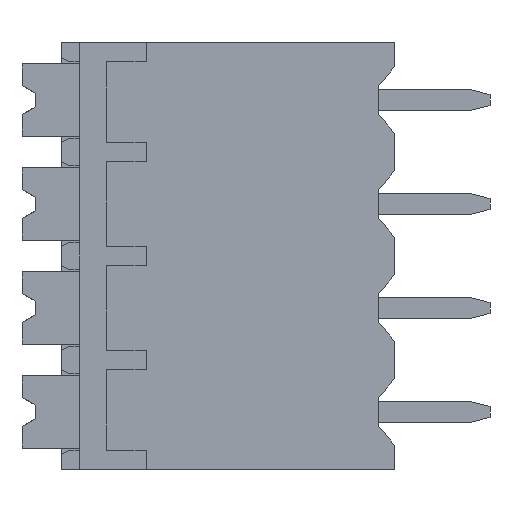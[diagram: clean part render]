
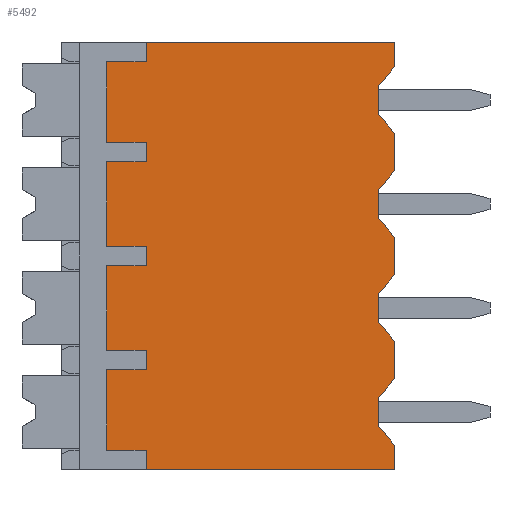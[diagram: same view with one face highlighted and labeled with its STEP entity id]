
A CAD part, left-side view. The second image highlights one B-rep face of the part: STEP entity #5492.
In plain terms, the highlighted planar face has unit normal (-1, 0, 0).
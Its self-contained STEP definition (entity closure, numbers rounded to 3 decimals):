
#50=DIRECTION('',(0.,-1.,0.));
#51=VECTOR('',#50,9.1);
#52=CARTESIAN_POINT('',(0.,9.1,-13.53));
#53=LINE('',#52,#51);
#354=DIRECTION('',(0.,0.,1.));
#355=VECTOR('',#354,0.71);
#356=CARTESIAN_POINT('',(0.,9.1,-9.88));
#357=LINE('',#356,#355);
#358=DIRECTION('',(0.,-1.,0.));
#359=VECTOR('',#358,1.45);
#360=CARTESIAN_POINT('',(0.,10.55,-9.17));
#361=LINE('',#360,#359);
#362=DIRECTION('',(0.,0.,1.));
#363=VECTOR('',#362,3.1);
#364=CARTESIAN_POINT('',(0.,10.55,-9.17));
#365=LINE('',#364,#363);
#366=DIRECTION('',(0.,1.,0.));
#367=VECTOR('',#366,1.45);
#368=CARTESIAN_POINT('',(0.,9.1,-6.07));
#369=LINE('',#368,#367);
#370=DIRECTION('',(0.,0.,1.));
#371=VECTOR('',#370,0.71);
#372=CARTESIAN_POINT('',(0.,9.1,-6.07));
#373=LINE('',#372,#371);
#374=DIRECTION('',(0.,-1.,0.));
#375=VECTOR('',#374,1.45);
#376=CARTESIAN_POINT('',(0.,10.55,-5.36));
#377=LINE('',#376,#375);
#378=DIRECTION('',(0.,0.,1.));
#379=VECTOR('',#378,3.1);
#380=CARTESIAN_POINT('',(0.,10.55,-5.36));
#381=LINE('',#380,#379);
#382=DIRECTION('',(0.,1.,0.));
#383=VECTOR('',#382,1.45);
#384=CARTESIAN_POINT('',(0.,9.1,-2.26));
#385=LINE('',#384,#383);
#386=DIRECTION('',(0.,0.,1.));
#387=VECTOR('',#386,0.71);
#388=CARTESIAN_POINT('',(0.,9.1,-2.26));
#389=LINE('',#388,#387);
#390=DIRECTION('',(0.,-1.,0.));
#391=VECTOR('',#390,1.45);
#392=CARTESIAN_POINT('',(0.,10.55,-1.55));
#393=LINE('',#392,#391);
#394=DIRECTION('',(0.,0.,1.));
#395=VECTOR('',#394,2.95);
#396=CARTESIAN_POINT('',(0.,10.55,-1.55));
#397=LINE('',#396,#395);
#398=DIRECTION('',(0.,1.,0.));
#399=VECTOR('',#398,1.45);
#400=CARTESIAN_POINT('',(0.,9.1,1.4));
#401=LINE('',#400,#399);
#402=DIRECTION('',(0.,0.,1.));
#403=VECTOR('',#402,0.7);
#404=CARTESIAN_POINT('',(0.,9.1,1.4));
#405=LINE('',#404,#403);
#406=DIRECTION('',(0.,-0.643,0.766));
#407=VECTOR('',#406,0.933);
#408=CARTESIAN_POINT('',(0.,0.6,0.5));
#409=LINE('',#408,#407);
#410=DIRECTION('',(0.,0.,1.));
#411=VECTOR('',#410,1.);
#412=CARTESIAN_POINT('',(0.,0.6,-0.5));
#413=LINE('',#412,#411);
#414=DIRECTION('',(0.,0.643,0.766));
#415=VECTOR('',#414,0.933);
#416=CARTESIAN_POINT('',(0.,0.,-1.215));
#417=LINE('',#416,#415);
#418=DIRECTION('',(0.,-0.643,0.766));
#419=VECTOR('',#418,0.933);
#420=CARTESIAN_POINT('',(0.,0.6,-3.31));
#421=LINE('',#420,#419);
#422=DIRECTION('',(0.,0.,1.));
#423=VECTOR('',#422,1.);
#424=CARTESIAN_POINT('',(0.,0.6,-4.31));
#425=LINE('',#424,#423);
#426=DIRECTION('',(0.,0.643,0.766));
#427=VECTOR('',#426,0.933);
#428=CARTESIAN_POINT('',(0.,0.,-5.025));
#429=LINE('',#428,#427);
#430=DIRECTION('',(0.,-0.643,0.766));
#431=VECTOR('',#430,0.933);
#432=CARTESIAN_POINT('',(0.,0.6,-7.12));
#433=LINE('',#432,#431);
#434=DIRECTION('',(0.,0.,1.));
#435=VECTOR('',#434,1.);
#436=CARTESIAN_POINT('',(0.,0.6,-8.12));
#437=LINE('',#436,#435);
#438=DIRECTION('',(0.,0.643,0.766));
#439=VECTOR('',#438,0.933);
#440=CARTESIAN_POINT('',(0.,0.,-8.835));
#441=LINE('',#440,#439);
#442=DIRECTION('',(0.,-0.643,0.766));
#443=VECTOR('',#442,0.933);
#444=CARTESIAN_POINT('',(0.,0.6,-10.93));
#445=LINE('',#444,#443);
#446=DIRECTION('',(0.,0.,1.));
#447=VECTOR('',#446,1.);
#448=CARTESIAN_POINT('',(0.,0.6,-11.93));
#449=LINE('',#448,#447);
#450=DIRECTION('',(0.,0.643,0.766));
#451=VECTOR('',#450,0.933);
#452=CARTESIAN_POINT('',(0.,0.,-12.645));
#453=LINE('',#452,#451);
#454=DIRECTION('',(0.,0.,1.));
#455=VECTOR('',#454,0.7);
#456=CARTESIAN_POINT('',(0.,9.1,-13.53));
#457=LINE('',#456,#455);
#458=DIRECTION('',(0.,-1.,0.));
#459=VECTOR('',#458,1.45);
#460=CARTESIAN_POINT('',(0.,10.55,-12.83));
#461=LINE('',#460,#459);
#462=DIRECTION('',(0.,0.,1.));
#463=VECTOR('',#462,2.95);
#464=CARTESIAN_POINT('',(0.,10.55,-12.83));
#465=LINE('',#464,#463);
#466=DIRECTION('',(0.,1.,0.));
#467=VECTOR('',#466,1.45);
#468=CARTESIAN_POINT('',(0.,9.1,-9.88));
#469=LINE('',#468,#467);
#1164=DIRECTION('',(0.,-1.,0.));
#1165=VECTOR('',#1164,9.1);
#1166=CARTESIAN_POINT('',(0.,9.1,2.1));
#1167=LINE('',#1166,#1165);
#1345=DIRECTION('',(0.,0.,1.));
#1346=VECTOR('',#1345,0.885);
#1347=CARTESIAN_POINT('',(0.,0.,1.215));
#1348=LINE('',#1347,#1346);
#1357=DIRECTION('',(0.,0.,1.));
#1358=VECTOR('',#1357,1.38);
#1359=CARTESIAN_POINT('',(0.,0.,-2.595));
#1360=LINE('',#1359,#1358);
#1377=DIRECTION('',(0.,0.,1.));
#1378=VECTOR('',#1377,1.38);
#1379=CARTESIAN_POINT('',(0.,0.,-6.405));
#1380=LINE('',#1379,#1378);
#1401=DIRECTION('',(0.,0.,1.));
#1402=VECTOR('',#1401,0.885);
#1403=CARTESIAN_POINT('',(0.,0.,-13.53));
#1404=LINE('',#1403,#1402);
#1409=DIRECTION('',(0.,0.,1.));
#1410=VECTOR('',#1409,1.38);
#1411=CARTESIAN_POINT('',(0.,0.,-10.215));
#1412=LINE('',#1411,#1410);
#3889=CARTESIAN_POINT('',(0.,9.1,-13.53));
#3890=VERTEX_POINT('',#3889);
#3891=CARTESIAN_POINT('',(0.,0.,-13.53));
#3892=VERTEX_POINT('',#3891);
#3917=CARTESIAN_POINT('',(0.,9.1,2.1));
#3918=VERTEX_POINT('',#3917);
#3919=CARTESIAN_POINT('',(0.,0.,2.1));
#3920=VERTEX_POINT('',#3919);
#4475=CARTESIAN_POINT('',(0.,9.1,1.4));
#4476=VERTEX_POINT('',#4475);
#4477=CARTESIAN_POINT('',(0.,10.55,1.4));
#4478=VERTEX_POINT('',#4477);
#4483=CARTESIAN_POINT('',(0.,9.1,-12.83));
#4484=VERTEX_POINT('',#4483);
#4485=CARTESIAN_POINT('',(0.,10.55,-12.83));
#4486=VERTEX_POINT('',#4485);
#4647=CARTESIAN_POINT('',(0.,0.,-1.215));
#4648=CARTESIAN_POINT('',(0.,0.6,-0.5));
#4649=VERTEX_POINT('',#4647);
#4650=VERTEX_POINT('',#4648);
#4651=CARTESIAN_POINT('',(0.,0.6,0.5));
#4652=VERTEX_POINT('',#4651);
#4653=CARTESIAN_POINT('',(0.,0.,1.215));
#4654=VERTEX_POINT('',#4653);
#4663=CARTESIAN_POINT('',(0.,0.,-5.025));
#4664=CARTESIAN_POINT('',(0.,0.6,-4.31));
#4665=VERTEX_POINT('',#4663);
#4666=VERTEX_POINT('',#4664);
#4667=CARTESIAN_POINT('',(0.,0.6,-3.31));
#4668=VERTEX_POINT('',#4667);
#4669=CARTESIAN_POINT('',(0.,0.,-2.595));
#4670=VERTEX_POINT('',#4669);
#4679=CARTESIAN_POINT('',(0.,0.,-8.835));
#4680=CARTESIAN_POINT('',(0.,0.6,-8.12));
#4681=VERTEX_POINT('',#4679);
#4682=VERTEX_POINT('',#4680);
#4683=CARTESIAN_POINT('',(0.,0.6,-7.12));
#4684=VERTEX_POINT('',#4683);
#4685=CARTESIAN_POINT('',(0.,0.,-6.405));
#4686=VERTEX_POINT('',#4685);
#4695=CARTESIAN_POINT('',(0.,0.,-12.645));
#4696=CARTESIAN_POINT('',(0.,0.6,-11.93));
#4697=VERTEX_POINT('',#4695);
#4698=VERTEX_POINT('',#4696);
#4699=CARTESIAN_POINT('',(0.,0.6,-10.93));
#4700=VERTEX_POINT('',#4699);
#4701=CARTESIAN_POINT('',(0.,0.,-10.215));
#4702=VERTEX_POINT('',#4701);
#4719=CARTESIAN_POINT('',(0.,9.1,-2.26));
#4720=VERTEX_POINT('',#4719);
#4721=CARTESIAN_POINT('',(0.,9.1,-1.55));
#4722=VERTEX_POINT('',#4721);
#4723=CARTESIAN_POINT('',(0.,10.55,-2.26));
#4724=VERTEX_POINT('',#4723);
#4725=CARTESIAN_POINT('',(0.,10.55,-1.55));
#4726=VERTEX_POINT('',#4725);
#4735=CARTESIAN_POINT('',(0.,9.1,-6.07));
#4736=VERTEX_POINT('',#4735);
#4737=CARTESIAN_POINT('',(0.,9.1,-5.36));
#4738=VERTEX_POINT('',#4737);
#4739=CARTESIAN_POINT('',(0.,10.55,-6.07));
#4740=VERTEX_POINT('',#4739);
#4741=CARTESIAN_POINT('',(0.,10.55,-5.36));
#4742=VERTEX_POINT('',#4741);
#4751=CARTESIAN_POINT('',(0.,9.1,-9.88));
#4752=VERTEX_POINT('',#4751);
#4753=CARTESIAN_POINT('',(0.,9.1,-9.17));
#4754=VERTEX_POINT('',#4753);
#4755=CARTESIAN_POINT('',(0.,10.55,-9.88));
#4756=VERTEX_POINT('',#4755);
#4757=CARTESIAN_POINT('',(0.,10.55,-9.17));
#4758=VERTEX_POINT('',#4757);
#5415=CARTESIAN_POINT('',(0.,9.1,-13.53));
#5416=DIRECTION('',(-1.,0.,0.));
#5417=DIRECTION('',(0.,-1.,0.));
#5418=AXIS2_PLACEMENT_3D('',#5415,#5416,#5417);
#5419=PLANE('',#5418);
#5421=ORIENTED_EDGE('',*,*,#5420,.T.);
#5423=ORIENTED_EDGE('',*,*,#5422,.F.);
#5425=ORIENTED_EDGE('',*,*,#5424,.T.);
#5427=ORIENTED_EDGE('',*,*,#5426,.F.);
#5429=ORIENTED_EDGE('',*,*,#5428,.T.);
#5431=ORIENTED_EDGE('',*,*,#5430,.F.);
#5433=ORIENTED_EDGE('',*,*,#5432,.T.);
#5435=ORIENTED_EDGE('',*,*,#5434,.F.);
#5437=ORIENTED_EDGE('',*,*,#5436,.T.);
#5439=ORIENTED_EDGE('',*,*,#5438,.F.);
#5441=ORIENTED_EDGE('',*,*,#5440,.T.);
#5443=ORIENTED_EDGE('',*,*,#5442,.F.);
#5445=ORIENTED_EDGE('',*,*,#5444,.T.);
#5447=ORIENTED_EDGE('',*,*,#5446,.T.);
#5449=ORIENTED_EDGE('',*,*,#5448,.F.);
#5451=ORIENTED_EDGE('',*,*,#5450,.F.);
#5453=ORIENTED_EDGE('',*,*,#5452,.F.);
#5455=ORIENTED_EDGE('',*,*,#5454,.F.);
#5457=ORIENTED_EDGE('',*,*,#5456,.F.);
#5459=ORIENTED_EDGE('',*,*,#5458,.F.);
#5461=ORIENTED_EDGE('',*,*,#5460,.F.);
#5463=ORIENTED_EDGE('',*,*,#5462,.F.);
#5465=ORIENTED_EDGE('',*,*,#5464,.F.);
#5467=ORIENTED_EDGE('',*,*,#5466,.F.);
#5469=ORIENTED_EDGE('',*,*,#5468,.F.);
#5471=ORIENTED_EDGE('',*,*,#5470,.F.);
#5473=ORIENTED_EDGE('',*,*,#5472,.F.);
#5475=ORIENTED_EDGE('',*,*,#5474,.F.);
#5477=ORIENTED_EDGE('',*,*,#5476,.F.);
#5478=ORIENTED_EDGE('',*,*,#5405,.F.);
#5480=ORIENTED_EDGE('',*,*,#5479,.F.);
#5481=ORIENTED_EDGE('',*,*,#5102,.F.);
#5483=ORIENTED_EDGE('',*,*,#5482,.T.);
#5485=ORIENTED_EDGE('',*,*,#5484,.F.);
#5487=ORIENTED_EDGE('',*,*,#5486,.T.);
#5489=ORIENTED_EDGE('',*,*,#5488,.F.);
#5490=EDGE_LOOP('',(#5421,#5423,#5425,#5427,#5429,#5431,#5433,#5435,#5437,#5439,
#5441,#5443,#5445,#5447,#5449,#5451,#5453,#5455,#5457,#5459,#5461,#5463,#5465,
#5467,#5469,#5471,#5473,#5475,#5477,#5478,#5480,#5481,#5483,#5485,#5487,#5489));
#5491=FACE_OUTER_BOUND('',#5490,.F.);
#5102=EDGE_CURVE('',#3890,#3892,#53,.T.);
#5405=EDGE_CURVE('',#4697,#4698,#453,.T.);
#5420=EDGE_CURVE('',#4752,#4754,#357,.T.);
#5422=EDGE_CURVE('',#4758,#4754,#361,.T.);
#5424=EDGE_CURVE('',#4758,#4740,#365,.T.);
#5426=EDGE_CURVE('',#4736,#4740,#369,.T.);
#5428=EDGE_CURVE('',#4736,#4738,#373,.T.);
#5430=EDGE_CURVE('',#4742,#4738,#377,.T.);
#5432=EDGE_CURVE('',#4742,#4724,#381,.T.);
#5434=EDGE_CURVE('',#4720,#4724,#385,.T.);
#5436=EDGE_CURVE('',#4720,#4722,#389,.T.);
#5438=EDGE_CURVE('',#4726,#4722,#393,.T.);
#5440=EDGE_CURVE('',#4726,#4478,#397,.T.);
#5442=EDGE_CURVE('',#4476,#4478,#401,.T.);
#5444=EDGE_CURVE('',#4476,#3918,#405,.T.);
#5446=EDGE_CURVE('',#3918,#3920,#1167,.T.);
#5448=EDGE_CURVE('',#4654,#3920,#1348,.T.);
#5450=EDGE_CURVE('',#4652,#4654,#409,.T.);
#5452=EDGE_CURVE('',#4650,#4652,#413,.T.);
#5454=EDGE_CURVE('',#4649,#4650,#417,.T.);
#5456=EDGE_CURVE('',#4670,#4649,#1360,.T.);
#5458=EDGE_CURVE('',#4668,#4670,#421,.T.);
#5460=EDGE_CURVE('',#4666,#4668,#425,.T.);
#5462=EDGE_CURVE('',#4665,#4666,#429,.T.);
#5464=EDGE_CURVE('',#4686,#4665,#1380,.T.);
#5466=EDGE_CURVE('',#4684,#4686,#433,.T.);
#5468=EDGE_CURVE('',#4682,#4684,#437,.T.);
#5470=EDGE_CURVE('',#4681,#4682,#441,.T.);
#5472=EDGE_CURVE('',#4702,#4681,#1412,.T.);
#5474=EDGE_CURVE('',#4700,#4702,#445,.T.);
#5476=EDGE_CURVE('',#4698,#4700,#449,.T.);
#5479=EDGE_CURVE('',#3892,#4697,#1404,.T.);
#5482=EDGE_CURVE('',#3890,#4484,#457,.T.);
#5484=EDGE_CURVE('',#4486,#4484,#461,.T.);
#5486=EDGE_CURVE('',#4486,#4756,#465,.T.);
#5488=EDGE_CURVE('',#4752,#4756,#469,.T.);
#5492=ADVANCED_FACE('',(#5491),#5419,.T.);
